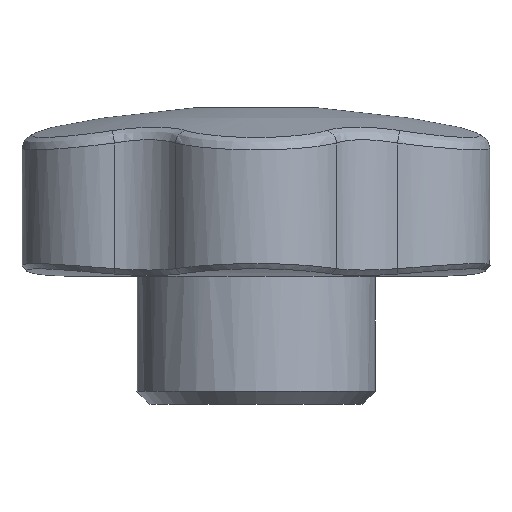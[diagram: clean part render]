
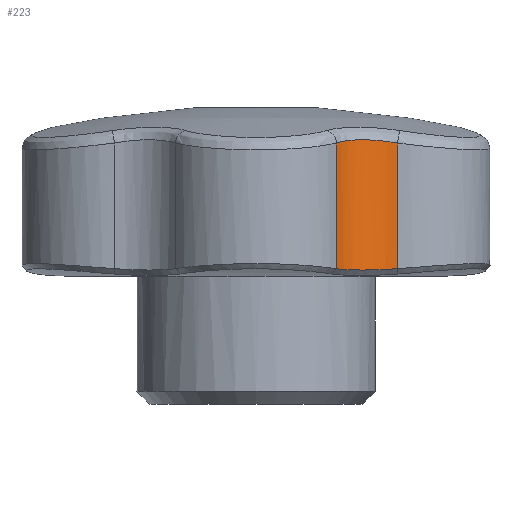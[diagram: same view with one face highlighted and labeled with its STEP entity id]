
A CAD part, front view. The second image highlights one B-rep face of the part: STEP entity #223.
In plain terms, the highlighted cylindrical face has radius 8.5 mm (diameter 17 mm), a partial arc.
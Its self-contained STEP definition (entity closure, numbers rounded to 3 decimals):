
#223 = ADVANCED_FACE( '', ( #456 ), #457, .F. );
#456 = FACE_OUTER_BOUND( '', #3174, .T. );
#457 = CYLINDRICAL_SURFACE( '', #3175, 8.5 );
#3174 = EDGE_LOOP( '', ( #3975, #3976, #3977, #3978 ) );
#3175 = AXIS2_PLACEMENT_3D( '', #3979, #3980, #3981 );
#3975 = ORIENTED_EDGE( '', *, *, #4253, .T. );
#3976 = ORIENTED_EDGE( '', *, *, #4077, .T. );
#3977 = ORIENTED_EDGE( '', *, *, #4250, .F. );
#3978 = ORIENTED_EDGE( '', *, *, #4219, .T. );
#3979 = CARTESIAN_POINT( '', ( 16.742, -28.998, 36.7 ) );
#3980 = DIRECTION( '', ( 0., 0., 1. ) );
#3981 = DIRECTION( '', ( -1., 0., 0. ) );
#4077 = EDGE_CURVE( '', #4340, #4345, #4347, .T. );
#4219 = EDGE_CURVE( '', #4332, #4506, #4556, .T. );
#4250 = EDGE_CURVE( '', #4332, #4345, #4591, .T. );
#4253 = EDGE_CURVE( '', #4506, #4340, #4594, .T. );
#4332 = VERTEX_POINT( '', #4885 );
#4340 = VERTEX_POINT( '', #5029 );
#4345 = VERTEX_POINT( '', #5053 );
#4347 = B_SPLINE_CURVE_WITH_KNOTS( '', 3, ( #5056, #5057, #5058, #5059, #5060, #5061, #5062, #5063, #5064, #5065, #5066, #5067, #5068, #5069, #5070, #5071, #5072, #5073, #5074, #5075, #5076, #5077, #5078, #5079, #5080, #5081, #5082, #5083, #5084, #5085, #5086, #5087, #5088, #5089 ), .UNSPECIFIED., .F., .F., ( 4, 1, 1, 1, 1, 1, 1, 1, 1, 1, 1, 1, 1, 1, 1, 1, 1, 1, 1, 1, 1, 1, 1, 1, 1, 1, 1, 1, 1, 1, 1, 4 ), ( 0., 0.032, 0.065, 0.097, 0.129, 0.161, 0.194, 0.226, 0.258, 0.29, 0.323, 0.355, 0.387, 0.419, 0.452, 0.484, 0.516, 0.548, 0.581, 0.613, 0.645, 0.677, 0.709, 0.742, 0.774, 0.806, 0.839, 0.871, 0.903, 0.935, 0.968, 1. ), .UNSPECIFIED. );
#4506 = VERTEX_POINT( '', #6299 );
#4556 = B_SPLINE_CURVE_WITH_KNOTS( '', 3, ( #6829, #6830, #6831, #6832, #6833, #6834, #6835, #6836, #6837, #6838, #6839, #6840, #6841, #6842, #6843, #6844, #6845, #6846, #6847, #6848, #6849, #6850, #6851, #6852, #6853, #6854, #6855, #6856, #6857, #6858, #6859, #6860, #6861, #6862, #6863, #6864 ), .UNSPECIFIED., .F., .F., ( 4, 1, 1, 1, 1, 2, 2, 1, 1, 2, 1, 1, 1, 2, 2, 1, 1, 2, 1, 1, 1, 2, 2, 1, 1, 4 ), ( 0., 0.001, 0.001, 0.002, 0.002, 0.003, 0.003, 0.003, 0.003, 0.003, 0.004, 0.004, 0.005, 0.005, 0.005, 0.006, 0.006, 0.006, 0.006, 0.007, 0.008, 0.008, 0.008, 0.008, 0.008, 0.009 ), .UNSPECIFIED. );
#4591 = LINE( '', #7125, #7126 );
#4594 = LINE( '', #7129, #7130 );
#4885 = CARTESIAN_POINT( '', ( 16.617, -20.499, 30.648 ) );
#5029 = CARTESIAN_POINT( '', ( 9.444, -24.64, 15.902 ) );
#5053 = CARTESIAN_POINT( '', ( 16.617, -20.499, 15.902 ) );
#5056 = CARTESIAN_POINT( '', ( 9.444, -24.64, 15.902 ) );
#5057 = CARTESIAN_POINT( '', ( 9.493, -24.56, 15.896 ) );
#5058 = CARTESIAN_POINT( '', ( 9.589, -24.402, 15.882 ) );
#5059 = CARTESIAN_POINT( '', ( 9.745, -24.17, 15.864 ) );
#5060 = CARTESIAN_POINT( '', ( 9.907, -23.943, 15.846 ) );
#5061 = CARTESIAN_POINT( '', ( 10.076, -23.721, 15.831 ) );
#5062 = CARTESIAN_POINT( '', ( 10.253, -23.505, 15.816 ) );
#5063 = CARTESIAN_POINT( '', ( 10.437, -23.295, 15.803 ) );
#5064 = CARTESIAN_POINT( '', ( 10.627, -23.091, 15.791 ) );
#5065 = CARTESIAN_POINT( '', ( 10.825, -22.894, 15.78 ) );
#5066 = CARTESIAN_POINT( '', ( 11.028, -22.703, 15.771 ) );
#5067 = CARTESIAN_POINT( '', ( 11.238, -22.519, 15.763 ) );
#5068 = CARTESIAN_POINT( '', ( 11.453, -22.341, 15.756 ) );
#5069 = CARTESIAN_POINT( '', ( 11.675, -22.171, 15.751 ) );
#5070 = CARTESIAN_POINT( '', ( 11.902, -22.009, 15.747 ) );
#5071 = CARTESIAN_POINT( '', ( 12.134, -21.854, 15.744 ) );
#5072 = CARTESIAN_POINT( '', ( 12.371, -21.706, 15.743 ) );
#5073 = CARTESIAN_POINT( '', ( 12.612, -21.567, 15.743 ) );
#5074 = CARTESIAN_POINT( '', ( 12.858, -21.435, 15.744 ) );
#5075 = CARTESIAN_POINT( '', ( 13.109, -21.312, 15.747 ) );
#5076 = CARTESIAN_POINT( '', ( 13.363, -21.197, 15.751 ) );
#5077 = CARTESIAN_POINT( '', ( 13.621, -21.09, 15.756 ) );
#5078 = CARTESIAN_POINT( '', ( 13.882, -20.992, 15.763 ) );
#5079 = CARTESIAN_POINT( '', ( 14.146, -20.902, 15.771 ) );
#5080 = CARTESIAN_POINT( '', ( 14.414, -20.821, 15.78 ) );
#5081 = CARTESIAN_POINT( '', ( 14.683, -20.749, 15.791 ) );
#5082 = CARTESIAN_POINT( '', ( 14.955, -20.686, 15.803 ) );
#5083 = CARTESIAN_POINT( '', ( 15.229, -20.632, 15.816 ) );
#5084 = CARTESIAN_POINT( '', ( 15.504, -20.587, 15.831 ) );
#5085 = CARTESIAN_POINT( '', ( 15.781, -20.551, 15.846 ) );
#5086 = CARTESIAN_POINT( '', ( 16.059, -20.524, 15.864 ) );
#5087 = CARTESIAN_POINT( '', ( 16.338, -20.506, 15.882 ) );
#5088 = CARTESIAN_POINT( '', ( 16.524, -20.501, 15.896 ) );
#5089 = CARTESIAN_POINT( '', ( 16.617, -20.499, 15.902 ) );
#6299 = CARTESIAN_POINT( '', ( 9.444, -24.64, 30.648 ) );
#6829 = CARTESIAN_POINT( '', ( 16.617, -20.499, 30.648 ) );
#6830 = CARTESIAN_POINT( '', ( 16.437, -20.501, 30.68 ) );
#6831 = CARTESIAN_POINT( '', ( 16.078, -20.518, 30.739 ) );
#6832 = CARTESIAN_POINT( '', ( 15.545, -20.577, 30.816 ) );
#6833 = CARTESIAN_POINT( '', ( 15.016, -20.669, 30.882 ) );
#6834 = CARTESIAN_POINT( '', ( 14.492, -20.795, 30.936 ) );
#6835 = CARTESIAN_POINT( '', ( 14.146, -20.902, 30.965 ) );
#6836 = CARTESIAN_POINT( '', ( 13.952, -20.969, 30.979 ) );
#6837 = CARTESIAN_POINT( '', ( 13.93, -20.976, 30.98 ) );
#6838 = CARTESIAN_POINT( '', ( 13.888, -20.991, 30.983 ) );
#6839 = CARTESIAN_POINT( '', ( 13.823, -21.014, 30.988 ) );
#6840 = CARTESIAN_POINT( '', ( 13.674, -21.07, 30.997 ) );
#6841 = CARTESIAN_POINT( '', ( 13.548, -21.12, 31.004 ) );
#6842 = CARTESIAN_POINT( '', ( 13.297, -21.225, 31.016 ) );
#6843 = CARTESIAN_POINT( '', ( 12.969, -21.375, 31.029 ) );
#6844 = CARTESIAN_POINT( '', ( 12.492, -21.63, 31.035 ) );
#6845 = CARTESIAN_POINT( '', ( 12.032, -21.915, 31.029 ) );
#6846 = CARTESIAN_POINT( '', ( 11.736, -22.126, 31.017 ) );
#6847 = CARTESIAN_POINT( '', ( 11.573, -22.25, 31.007 ) );
#6848 = CARTESIAN_POINT( '', ( 11.555, -22.264, 31.006 ) );
#6849 = CARTESIAN_POINT( '', ( 11.519, -22.292, 31.004 ) );
#6850 = CARTESIAN_POINT( '', ( 11.465, -22.334, 31.001 ) );
#6851 = CARTESIAN_POINT( '', ( 11.341, -22.433, 30.992 ) );
#6852 = CARTESIAN_POINT( '', ( 11.237, -22.521, 30.984 ) );
#6853 = CARTESIAN_POINT( '', ( 11.032, -22.699, 30.965 ) );
#6854 = CARTESIAN_POINT( '', ( 10.767, -22.944, 30.937 ) );
#6855 = CARTESIAN_POINT( '', ( 10.397, -23.334, 30.882 ) );
#6856 = CARTESIAN_POINT( '', ( 10.051, -23.746, 30.817 ) );
#6857 = CARTESIAN_POINT( '', ( 9.838, -24.036, 30.765 ) );
#6858 = CARTESIAN_POINT( '', ( 9.723, -24.203, 30.734 ) );
#6859 = CARTESIAN_POINT( '', ( 9.711, -24.222, 30.73 ) );
#6860 = CARTESIAN_POINT( '', ( 9.685, -24.259, 30.723 ) );
#6861 = CARTESIAN_POINT( '', ( 9.648, -24.316, 30.712 ) );
#6862 = CARTESIAN_POINT( '', ( 9.561, -24.448, 30.687 ) );
#6863 = CARTESIAN_POINT( '', ( 9.49, -24.563, 30.664 ) );
#6864 = CARTESIAN_POINT( '', ( 9.444, -24.64, 30.648 ) );
#7125 = CARTESIAN_POINT( '', ( 16.617, -20.499, 36.7 ) );
#7126 = VECTOR( '', #7453, 1000. );
#7129 = CARTESIAN_POINT( '', ( 9.444, -24.64, 36.7 ) );
#7130 = VECTOR( '', #7454, 1000. );
#7453 = DIRECTION( '', ( 0., 0., -1. ) );
#7454 = DIRECTION( '', ( 0., 0., -1. ) );
